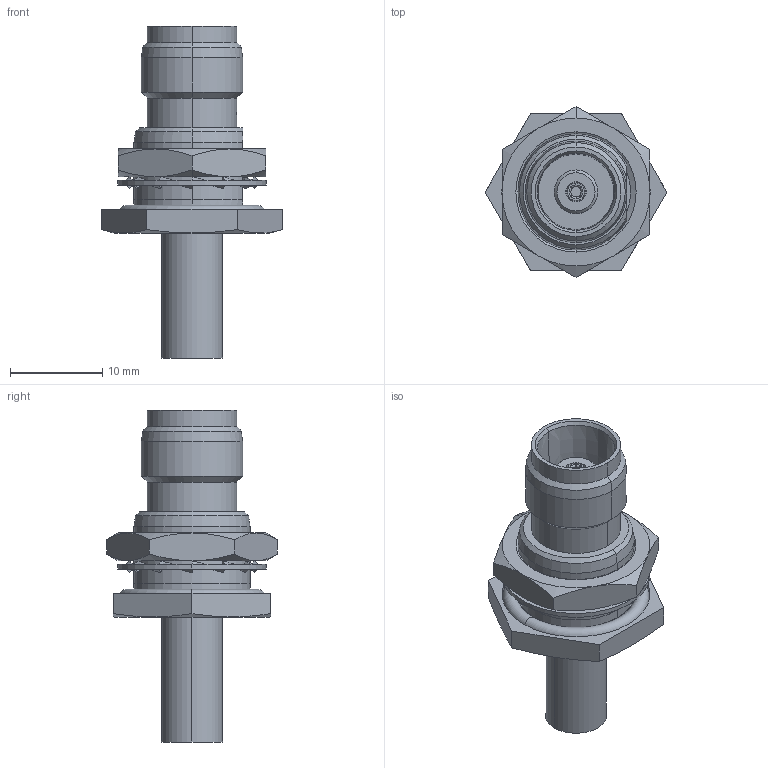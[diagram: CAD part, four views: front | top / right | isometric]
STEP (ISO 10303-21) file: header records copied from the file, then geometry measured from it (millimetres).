
FILE_DESCRIPTION (( 'STEP AP214' ), '1' );
FILE_NAME ('J01011A0076.STEP', '2020-03-11T08:44:44', ( '' ), ( '' ), 'SwSTEP 2.0', 'SolidWorks 2018', '' );
FILE_SCHEMA (( 'AUTOMOTIVE_DESIGN' ));
Length unit declared in the file: millimetre
Products named in the file (1): J01011A0076
Bounding box: 19.63 x 18.48 x 35.9 mm (x, y, z)
Volume: 2868.4 mm3; surface area: 2904.1 mm2
Topology: 3 solids, 3 shells, 231 faces, 566 edges, 358 vertices
Faces by surface type: plane 91, cylinder 52, cone 42, bspline 36, torus 10
Entity records: 9983 total; most frequent: CARTESIAN_POINT 2228, ORIENTED_EDGE 1132, DIRECTION 982, EDGE_CURVE 566, VERTEX_POINT 358, AXIS2_PLACEMENT_3D 350, VECTOR 282, LINE 282
